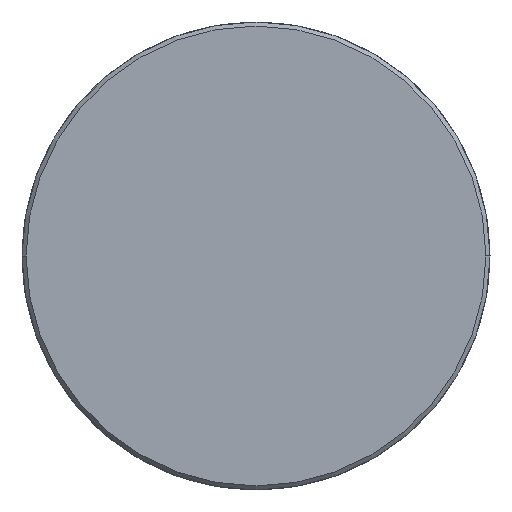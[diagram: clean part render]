
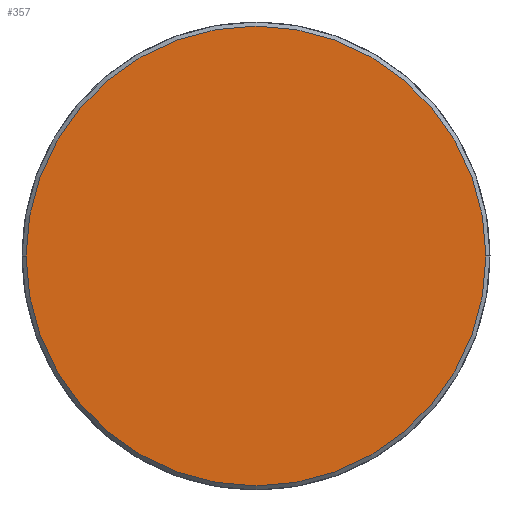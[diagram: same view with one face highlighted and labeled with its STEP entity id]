
A CAD part, left-side view. The second image highlights one B-rep face of the part: STEP entity #357.
In plain terms, the highlighted planar face has unit normal (-1, 0, 0).
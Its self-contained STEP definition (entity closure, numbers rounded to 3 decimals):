
#357 = ADVANCED_FACE ( 'NONE', ( #2120 ), #2732, .F. ) ;
#435 = CARTESIAN_POINT ( 'NONE',  ( -323., 0., 0. ) ) ;
#450 = DIRECTION ( 'NONE',  ( 0., 1., 0. ) ) ;
#552 = EDGE_CURVE ( 'NONE', #1439, #980, #3679, .T. ) ;
#648 = ORIENTED_EDGE ( 'NONE', *, *, #2265, .T. ) ;
#921 = CARTESIAN_POINT ( 'NONE',  ( -323., -142.186, 142.186 ) ) ;
#980 = VERTEX_POINT ( 'NONE', #2490 ) ;
#1065 = EDGE_LOOP ( 'NONE', ( #3709, #648 ) ) ;
#1351 = AXIS2_PLACEMENT_3D ( 'NONE', #921, #3670, #1805 ) ;
#1437 = CIRCLE ( 'NONE', #1596, 140.5 ) ;
#1439 = VERTEX_POINT ( 'NONE', #3939 ) ;
#1596 = AXIS2_PLACEMENT_3D ( 'NONE', #3619, #2674, #2424 ) ;
#1805 = DIRECTION ( 'NONE',  ( 0., 0., -1. ) ) ;
#2120 = FACE_OUTER_BOUND ( 'NONE', #1065, .T. ) ;
#2265 = EDGE_CURVE ( 'NONE', #980, #1439, #1437, .T. ) ;
#2424 = DIRECTION ( 'NONE',  ( 0., 1., 0. ) ) ;
#2490 = CARTESIAN_POINT ( 'NONE',  ( -323., -140.5, 0. ) ) ;
#2674 = DIRECTION ( 'NONE',  ( -1., 0., 0. ) ) ;
#2732 = PLANE ( 'NONE',  #1351 ) ;
#3619 = CARTESIAN_POINT ( 'NONE',  ( -323., 0., 0. ) ) ;
#3670 = DIRECTION ( 'NONE',  ( 1., 0., 0. ) ) ;
#3679 = CIRCLE ( 'NONE', #3728, 140.5 ) ;
#3709 = ORIENTED_EDGE ( 'NONE', *, *, #552, .T. ) ;
#3728 = AXIS2_PLACEMENT_3D ( 'NONE', #435, #3758, #450 ) ;
#3758 = DIRECTION ( 'NONE',  ( -1., 0., 0. ) ) ;
#3939 = CARTESIAN_POINT ( 'NONE',  ( -323., 140.5, 0. ) ) ;
